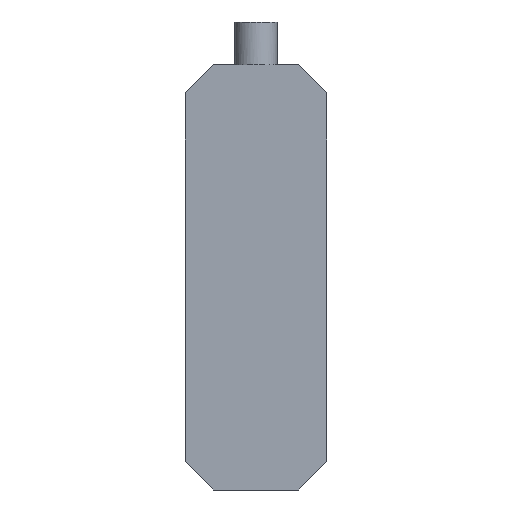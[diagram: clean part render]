
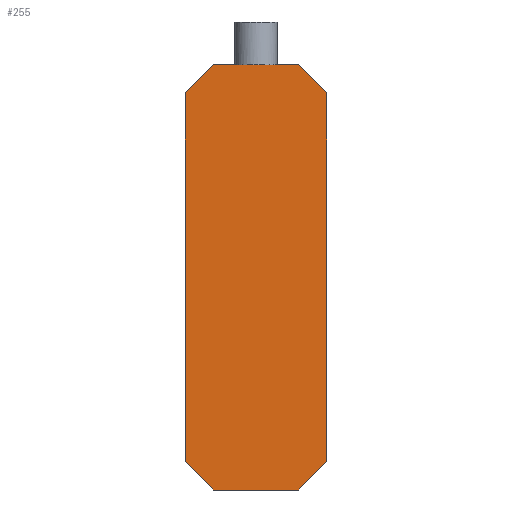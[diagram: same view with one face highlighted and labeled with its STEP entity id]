
A CAD part, front view. The second image highlights one B-rep face of the part: STEP entity #255.
In plain terms, the highlighted planar face has unit normal (0, -1, 0).
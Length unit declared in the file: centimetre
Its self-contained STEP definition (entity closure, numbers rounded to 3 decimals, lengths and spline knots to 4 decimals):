
#29=FACE_OUTER_BOUND('',#45,.T.);
#45=EDGE_LOOP('',(#193,#194,#195,#196,#197,#198,#199,#200,#201,#202));
#57=LINE('',#358,#85);
#61=LINE('',#376,#89);
#62=LINE('',#379,#90);
#65=LINE('',#386,#93);
#69=LINE('',#394,#97);
#72=LINE('',#400,#100);
#73=LINE('',#402,#101);
#74=LINE('',#404,#102);
#75=LINE('',#405,#103);
#76=LINE('',#406,#104);
#85=VECTOR('',#288,1.);
#89=VECTOR('',#310,1.);
#90=VECTOR('',#313,1.);
#93=VECTOR('',#318,1.);
#97=VECTOR('',#324,1.);
#100=VECTOR('',#329,1.);
#101=VECTOR('',#330,1.);
#102=VECTOR('',#331,1.);
#103=VECTOR('',#332,1.);
#104=VECTOR('',#333,1.);
#113=VERTEX_POINT('',#356);
#114=VERTEX_POINT('',#357);
#119=VERTEX_POINT('',#374);
#120=VERTEX_POINT('',#378);
#122=VERTEX_POINT('',#384);
#123=VERTEX_POINT('',#385);
#126=VERTEX_POINT('',#393);
#128=VERTEX_POINT('',#399);
#129=VERTEX_POINT('',#401);
#130=VERTEX_POINT('',#403);
#134=EDGE_CURVE('',#113,#114,#57,.T.);
#143=EDGE_CURVE('',#114,#119,#61,.T.);
#144=EDGE_CURVE('',#120,#113,#62,.T.);
#147=EDGE_CURVE('',#122,#123,#65,.T.);
#151=EDGE_CURVE('',#126,#123,#69,.T.);
#154=EDGE_CURVE('',#122,#128,#72,.T.);
#155=EDGE_CURVE('',#129,#128,#73,.T.);
#156=EDGE_CURVE('',#129,#130,#74,.T.);
#157=EDGE_CURVE('',#120,#130,#75,.T.);
#158=EDGE_CURVE('',#126,#119,#76,.T.);
#193=ORIENTED_EDGE('',*,*,#147,.F.);
#194=ORIENTED_EDGE('',*,*,#154,.T.);
#195=ORIENTED_EDGE('',*,*,#155,.F.);
#196=ORIENTED_EDGE('',*,*,#156,.T.);
#197=ORIENTED_EDGE('',*,*,#157,.F.);
#198=ORIENTED_EDGE('',*,*,#144,.T.);
#199=ORIENTED_EDGE('',*,*,#134,.T.);
#200=ORIENTED_EDGE('',*,*,#143,.T.);
#201=ORIENTED_EDGE('',*,*,#158,.F.);
#202=ORIENTED_EDGE('',*,*,#151,.T.);
#240=PLANE('',#277);
#255=ADVANCED_FACE('',(#29),#240,.F.);
#277=AXIS2_PLACEMENT_3D('',#398,#327,#328);
#288=DIRECTION('',(-1.,0.,0.));
#310=DIRECTION('',(-1.,0.,0.));
#313=DIRECTION('',(-1.,0.,0.));
#318=DIRECTION('',(-0.707,0.,0.707));
#324=DIRECTION('',(0.,0.,-1.));
#327=DIRECTION('center_axis',(0.,1.,0.));
#328=DIRECTION('ref_axis',(0.,0.,-1.));
#329=DIRECTION('',(1.,0.,0.));
#330=DIRECTION('',(-0.707,0.,-0.707));
#331=DIRECTION('',(0.,0.,1.));
#332=DIRECTION('',(0.707,0.,-0.707));
#333=DIRECTION('',(0.707,0.,0.707));
#356=CARTESIAN_POINT('',(-0.7126,0.,0.));
#357=CARTESIAN_POINT('',(-1.2874,0.,0.));
#358=CARTESIAN_POINT('',(-1.,0.,0.));
#374=CARTESIAN_POINT('',(-1.6,0.,0.));
#376=CARTESIAN_POINT('',(-1.,0.,0.));
#378=CARTESIAN_POINT('',(-0.4,0.,0.));
#379=CARTESIAN_POINT('',(-1.,0.,0.));
#384=CARTESIAN_POINT('',(-1.6,0.,-6.));
#385=CARTESIAN_POINT('',(-2.,0.,-5.6));
#386=CARTESIAN_POINT('',(-2.3,0.,-5.3));
#393=CARTESIAN_POINT('',(-2.,0.,-0.4));
#394=CARTESIAN_POINT('',(-2.,0.,-3.));
#398=CARTESIAN_POINT('Origin',(-1.,0.,-3.));
#399=CARTESIAN_POINT('',(-0.4,0.,-6.));
#400=CARTESIAN_POINT('',(-1.,0.,-6.));
#401=CARTESIAN_POINT('',(0.,0.,-5.6));
#402=CARTESIAN_POINT('',(0.3,0.,-5.3));
#403=CARTESIAN_POINT('',(0.,0.,-0.4));
#404=CARTESIAN_POINT('',(0.,0.,-3.));
#405=CARTESIAN_POINT('',(0.3,0.,-0.7));
#406=CARTESIAN_POINT('',(-2.3,0.,-0.7));
